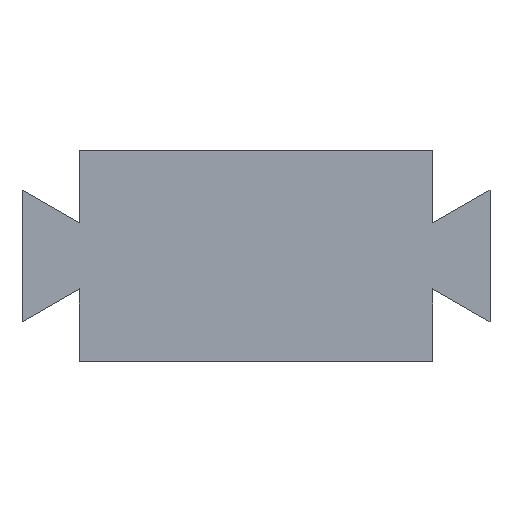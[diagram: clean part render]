
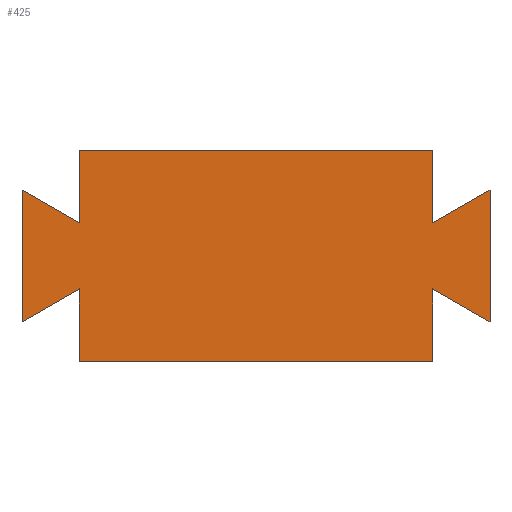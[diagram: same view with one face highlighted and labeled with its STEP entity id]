
A CAD part, top view. The second image highlights one B-rep face of the part: STEP entity #425.
In plain terms, the highlighted planar face has unit normal (0, 0, 1).
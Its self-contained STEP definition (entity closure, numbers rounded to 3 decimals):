
#24 = VERTEX_POINT('',#25);
#25 = CARTESIAN_POINT('',(8.66,32.,10.));
#31 = EDGE_CURVE('',#24,#32,#34,.T.);
#32 = VERTEX_POINT('',#33);
#33 = CARTESIAN_POINT('',(62.34,32.,10.));
#34 = LINE('',#35,#36);
#35 = CARTESIAN_POINT('',(8.66,32.,10.));
#36 = VECTOR('',#37,1.);
#37 = DIRECTION('',(1.,0.,0.));
#70 = EDGE_CURVE('',#24,#71,#73,.T.);
#71 = VERTEX_POINT('',#72);
#72 = CARTESIAN_POINT('',(8.66,21.,10.));
#73 = LINE('',#74,#75);
#74 = CARTESIAN_POINT('',(8.66,32.,10.));
#75 = VECTOR('',#76,1.);
#76 = DIRECTION('',(0.,-1.,0.));
#100 = VERTEX_POINT('',#101);
#101 = CARTESIAN_POINT('',(8.66,11.,10.));
#112 = EDGE_CURVE('',#100,#113,#115,.T.);
#113 = VERTEX_POINT('',#114);
#114 = CARTESIAN_POINT('',(8.66,0.,10.));
#115 = LINE('',#116,#117);
#116 = CARTESIAN_POINT('',(8.66,32.,10.));
#117 = VECTOR('',#118,1.);
#118 = DIRECTION('',(0.,-1.,0.));
#143 = EDGE_CURVE('',#32,#144,#146,.T.);
#144 = VERTEX_POINT('',#145);
#145 = CARTESIAN_POINT('',(62.34,21.,10.));
#146 = LINE('',#147,#148);
#147 = CARTESIAN_POINT('',(62.34,32.,10.));
#148 = VECTOR('',#149,1.);
#149 = DIRECTION('',(0.,-1.,0.));
#173 = VERTEX_POINT('',#174);
#174 = CARTESIAN_POINT('',(62.34,11.,10.));
#185 = EDGE_CURVE('',#173,#186,#188,.T.);
#186 = VERTEX_POINT('',#187);
#187 = CARTESIAN_POINT('',(62.34,0.,10.));
#188 = LINE('',#189,#190);
#189 = CARTESIAN_POINT('',(62.34,32.,10.));
#190 = VECTOR('',#191,1.);
#191 = DIRECTION('',(0.,-1.,0.));
#225 = EDGE_CURVE('',#186,#113,#226,.T.);
#226 = LINE('',#227,#228);
#227 = CARTESIAN_POINT('',(62.34,0.,10.));
#228 = VECTOR('',#229,1.);
#229 = DIRECTION('',(-1.,0.,0.));
#242 = VERTEX_POINT('',#243);
#243 = CARTESIAN_POINT('',(0.,6.,10.));
#250 = EDGE_CURVE('',#242,#100,#251,.T.);
#251 = LINE('',#252,#253);
#252 = CARTESIAN_POINT('',(0.,6.,10.));
#253 = VECTOR('',#254,1.);
#254 = DIRECTION('',(0.866,0.5,0.));
#296 = EDGE_CURVE('',#71,#297,#299,.T.);
#297 = VERTEX_POINT('',#298);
#298 = CARTESIAN_POINT('',(0.,26.,10.));
#299 = LINE('',#300,#301);
#300 = CARTESIAN_POINT('',(17.321,16.,10.));
#301 = VECTOR('',#302,1.);
#302 = DIRECTION('',(-0.866,0.5,0.));
#319 = VERTEX_POINT('',#320);
#320 = CARTESIAN_POINT('',(71.,6.,10.));
#327 = EDGE_CURVE('',#319,#173,#328,.T.);
#328 = LINE('',#329,#330);
#329 = CARTESIAN_POINT('',(71.,6.,10.));
#330 = VECTOR('',#331,1.);
#331 = DIRECTION('',(-0.866,0.5,0.));
#373 = EDGE_CURVE('',#144,#374,#376,.T.);
#374 = VERTEX_POINT('',#375);
#375 = CARTESIAN_POINT('',(71.,26.,10.));
#376 = LINE('',#377,#378);
#377 = CARTESIAN_POINT('',(53.679,16.,10.));
#378 = VECTOR('',#379,1.);
#379 = DIRECTION('',(0.866,0.5,0.));
#395 = EDGE_CURVE('',#297,#242,#396,.T.);
#396 = LINE('',#397,#398);
#397 = CARTESIAN_POINT('',(0.,26.,10.));
#398 = VECTOR('',#399,1.);
#399 = DIRECTION('',(0.,-1.,0.));
#412 = EDGE_CURVE('',#374,#319,#413,.T.);
#413 = LINE('',#414,#415);
#414 = CARTESIAN_POINT('',(71.,26.,10.));
#415 = VECTOR('',#416,1.);
#416 = DIRECTION('',(0.,-1.,0.));
#425 = ADVANCED_FACE('',(#426),#440,.T.);
#426 = FACE_BOUND('',#427,.T.);
#427 = EDGE_LOOP('',(#428,#429,#430,#431,#432,#433,#434,#435,#436,#437,
    #438,#439));
#428 = ORIENTED_EDGE('',*,*,#31,.F.);
#429 = ORIENTED_EDGE('',*,*,#70,.T.);
#430 = ORIENTED_EDGE('',*,*,#296,.T.);
#431 = ORIENTED_EDGE('',*,*,#395,.T.);
#432 = ORIENTED_EDGE('',*,*,#250,.T.);
#433 = ORIENTED_EDGE('',*,*,#112,.T.);
#434 = ORIENTED_EDGE('',*,*,#225,.F.);
#435 = ORIENTED_EDGE('',*,*,#185,.F.);
#436 = ORIENTED_EDGE('',*,*,#327,.F.);
#437 = ORIENTED_EDGE('',*,*,#412,.F.);
#438 = ORIENTED_EDGE('',*,*,#373,.F.);
#439 = ORIENTED_EDGE('',*,*,#143,.F.);
#440 = PLANE('',#441);
#441 = AXIS2_PLACEMENT_3D('',#442,#443,#444);
#442 = CARTESIAN_POINT('',(35.5,16.,10.));
#443 = DIRECTION('',(0.,0.,1.));
#444 = DIRECTION('',(1.,0.,-0.));
